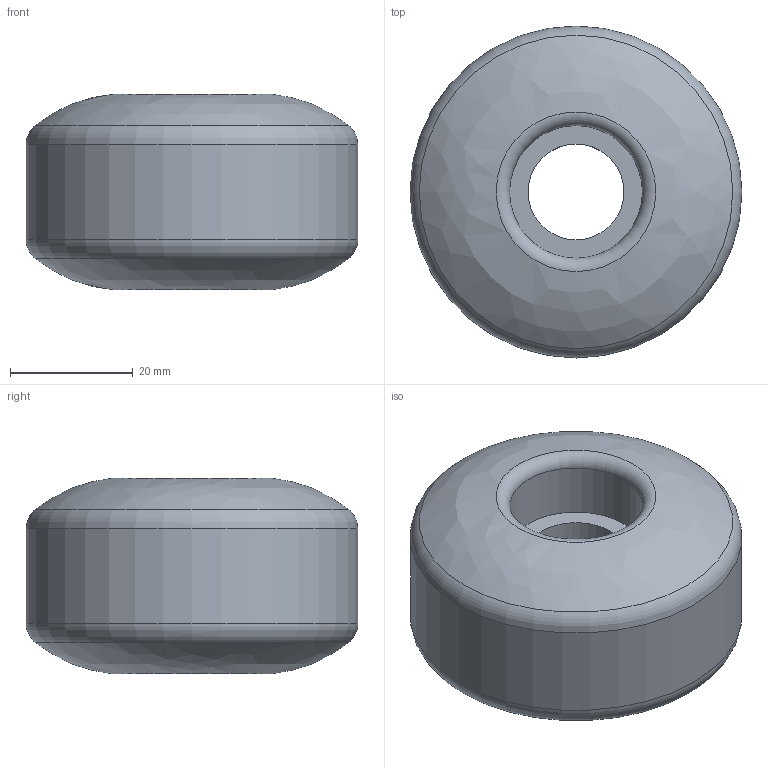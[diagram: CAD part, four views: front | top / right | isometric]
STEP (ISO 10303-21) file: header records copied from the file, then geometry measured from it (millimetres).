
FILE_DESCRIPTION(/* description */ (''),/* implementation_level */ '2;1');
FILE_NAME(/* name */ 'saw blade.stp',/* time_stamp */ '2024-10-31T23:51:54-07:00',/* author */ ('devan'),/* organization */ (''),/* preprocessor_version */ 'ST-DEVELOPER v20',/* originating_system */ 'Autodesk Inventor 2025',/* authorisation */ '');
FILE_SCHEMA (('AUTOMOTIVE_DESIGN { 1 0 10303 214 3 1 1 }'));
Length unit declared in the file: millimetre
Products named in the file (1): sawblade
Bounding box: 54 x 54 x 31.8 mm (x, y, z)
Volume: 53511.6 mm3; surface area: 9689 mm2
Topology: 1 solids, 1 shells, 12 faces, 26 edges, 16 vertices
Faces by surface type: torus 4, cylinder 4, bspline 2, plane 2
Full cylindrical faces by diameter (mm): 15.6 x1, 21.6 x2, 54 x1
Entity records: 431 total; most frequent: CARTESIAN_POINT 107, DIRECTION 70, ORIENTED_EDGE 52, AXIS2_PLACEMENT_3D 33, EDGE_CURVE 26, CIRCLE 22, VERTEX_POINT 16, EDGE_LOOP 14
